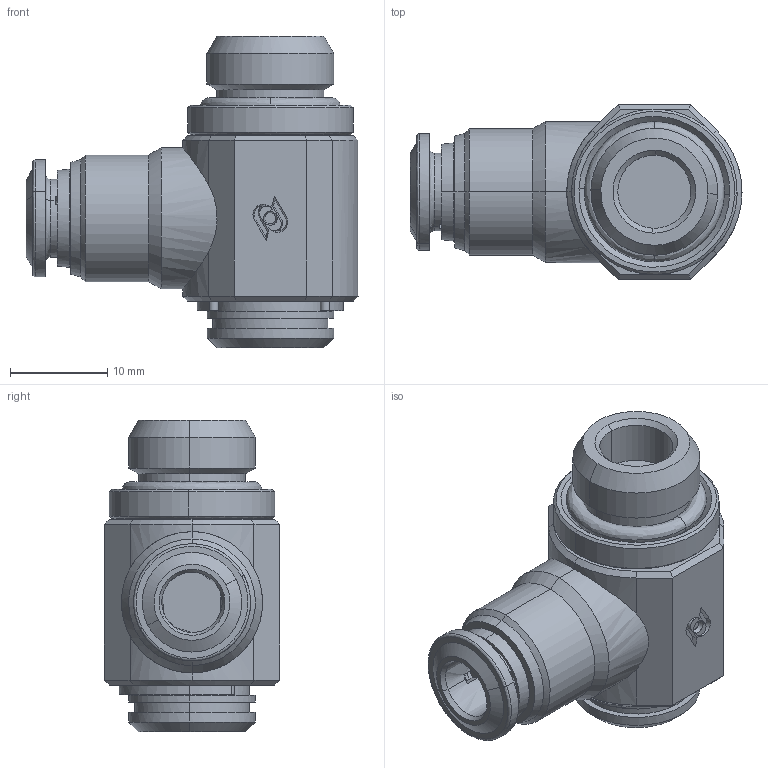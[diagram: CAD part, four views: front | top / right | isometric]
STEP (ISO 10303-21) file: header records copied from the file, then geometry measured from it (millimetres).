
FILE_DESCRIPTION (( 'STEP AP214' ), '1' );
FILE_NAME ('PH06-G02_ME.STEP', '2018-09-06T11:47:51', ( '' ), ( '' ), 'SwSTEP 2.0', 'SolidWorks 2018', '' );
FILE_SCHEMA (( 'AUTOMOTIVE_DESIGN' ));
Length unit declared in the file: millimetre
Products named in the file (1): PH06-G02_ME
Bounding box: 34.1 x 18 x 32 mm (x, y, z)
Volume: 8305.2 mm3; surface area: 3757.2 mm2
Topology: 2 solids, 2 shells, 183 faces, 424 edges, 261 vertices
Faces by surface type: bspline 183
Entity records: 7285 total; most frequent: CARTESIAN_POINT 4728, ORIENTED_EDGE 848, EDGE_CURVE 424, B_SPLINE_CURVE_WITH_KNOTS 303, VERTEX_POINT 261, EDGE_LOOP 207, FACE_OUTER_BOUND 183, ADVANCED_FACE 183
